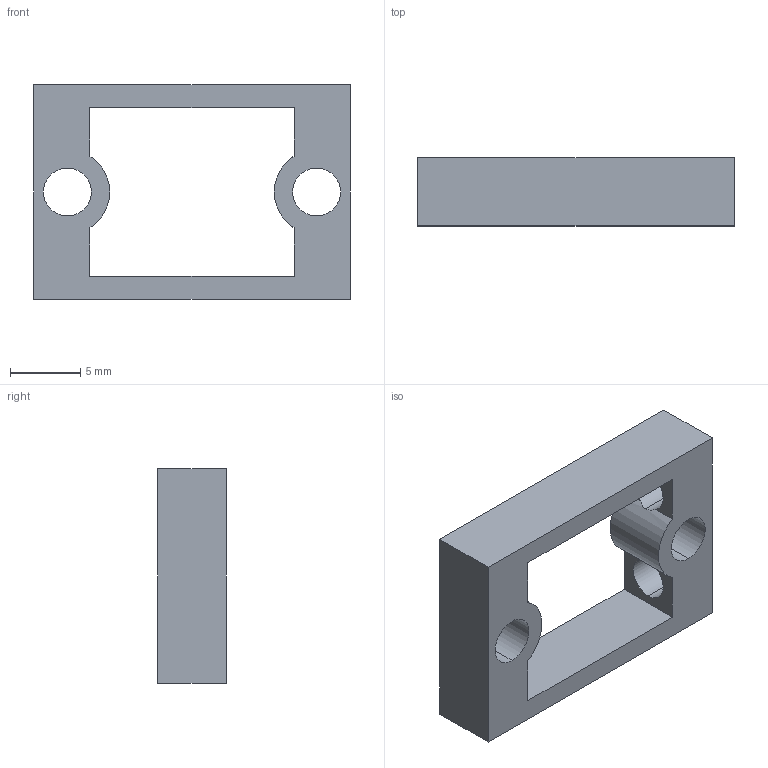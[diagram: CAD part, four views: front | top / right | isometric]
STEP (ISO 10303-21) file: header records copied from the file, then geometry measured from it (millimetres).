
FILE_DESCRIPTION (( 'STEP AP214' ), '1' );
FILE_NAME ('TT鎮湛萇儂盓殤.STEP', '2024-05-14T06:00:46', ( '' ), ( '' ), 'SwSTEP 2.0', 'SolidWorks 2022', '' );
FILE_SCHEMA (( 'AUTOMOTIVE_DESIGN' ));
Length unit declared in the file: millimetre
Products named in the file (1): TT马达电机支架
Bounding box: 22.5 x 4.85 x 15.2 mm (x, y, z)
Volume: 718.8 mm3; surface area: 1102.9 mm2
Topology: 1 solids, 1 shells, 22 faces, 66 edges, 44 vertices
Faces by surface type: plane 12, cylinder 10
Entity records: 816 total; most frequent: CARTESIAN_POINT 153, ORIENTED_EDGE 132, DIRECTION 128, EDGE_CURVE 66, VERTEX_POINT 44, AXIS2_PLACEMENT_3D 43, VECTOR 42, LINE 42
